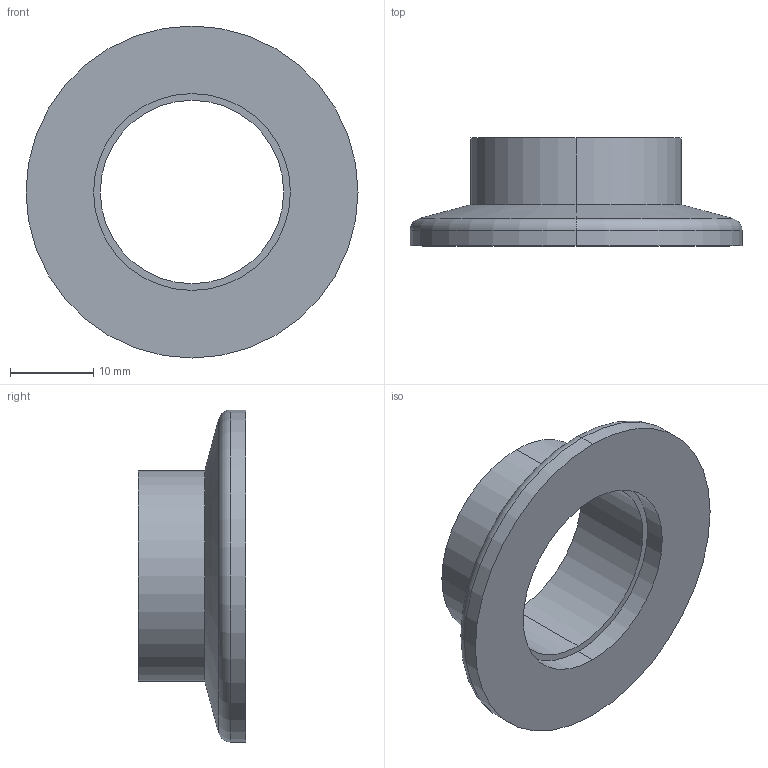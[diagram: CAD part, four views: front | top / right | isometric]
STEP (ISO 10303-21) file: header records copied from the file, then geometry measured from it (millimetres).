
FILE_DESCRIPTION (( 'STEP AP214' ), '1' );
FILE_NAME ('Hositrad_KF25-25-13.STEP', '2017-05-26T13:53:09', ( 'Gebruiker' ), ( '' ), 'SwSTEP 2.0', 'SolidWorks 2017', '' );
FILE_SCHEMA (( 'AUTOMOTIVE_DESIGN' ));
Length unit declared in the file: millimetre
Products named in the file (1): Hositrad_KF25-25-13
Bounding box: 40 x 13 x 40 mm (x, y, z)
Volume: 4353.7 mm3; surface area: 3663.2 mm2
Topology: 1 solids, 1 shells, 15 faces, 30 edges, 18 vertices
Faces by surface type: cylinder 8, plane 3, torus 2, cone 2
Entity records: 434 total; most frequent: DIRECTION 82, CARTESIAN_POINT 64, ORIENTED_EDGE 60, AXIS2_PLACEMENT_3D 36, EDGE_CURVE 30, CIRCLE 20, VERTEX_POINT 18, EDGE_LOOP 18
